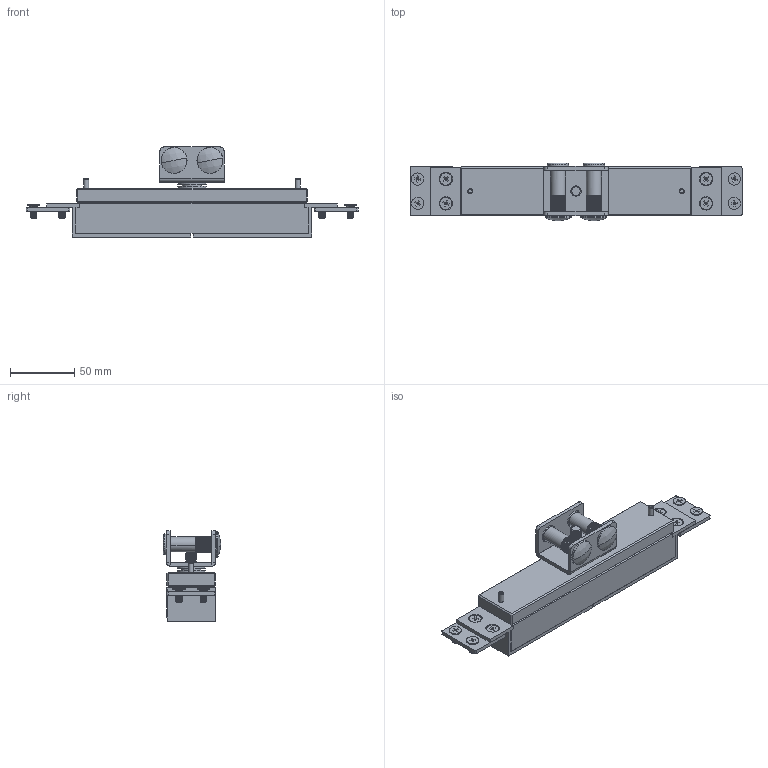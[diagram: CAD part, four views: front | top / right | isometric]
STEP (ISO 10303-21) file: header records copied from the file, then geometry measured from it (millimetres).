
FILE_DESCRIPTION (( 'STEP AP214' ), '1' );
FILE_NAME ('EF300ENCCTC CA.step', '2021-07-29T14:12:42', ( '' ), ( '' ), 'SwSTEP 2.0', 'SolidWorks 2020', '' );
FILE_SCHEMA (( 'AUTOMOTIVE_DESIGN' ));
Length unit declared in the file: millimetre
Products named in the file (22): EF300ENCCTC CA; CSK 110° SCREW M5 x 11 - Z --- 10S-1; FP0099-WASHER M8-2; CSK 110° SCREW M5 x 11 - Z --- 10S-7; CSK 110° SCREW M5 x 11 - Z --- 10S-8; Group1; Group3; CSK 110° SCREW M5 x 11 - Z --- 10S-3; FP0098-MUSHROOM NUT-2; CSK 110° SCREW M5 x 11 - Z --- 10S-4; MP0351-AP FIXING U-1; CSK 110° SCREW M5 x 11 - Z --- 10S-6; MP0350-FIXING PLATE-1; FP0097-SCREW LOW PROFILE HEAD M8 x35-1; CSK 110° SCREW M5 x 11 - Z --- 10S-2; FP0097-SCREW LOW PROFILE HEAD M8 x35-2; FP0098-MUSHROOM NUT-1; FP0100-JOINT M8-1; FP0099-WASHER M8-1; MP0350-FIXING PLATE-2; FP0097-SCREW LOW PROFILE HEAD M8 x35-3; CSK 110° SCREW M5 x 11 - Z --- 10S-5
Assembly tree (21 placements, depth 2):
  EF300ENCCTC CA
    Group1
    Group3
    MP0350-FIXING PLATE-1
    MP0350-FIXING PLATE-2
    MP0351-AP FIXING U-1
    CSK 110° SCREW M5 x 11 - Z --- 10S-1
    CSK 110° SCREW M5 x 11 - Z --- 10S-2
    CSK 110° SCREW M5 x 11 - Z --- 10S-3
    CSK 110° SCREW M5 x 11 - Z --- 10S-4
    CSK 110° SCREW M5 x 11 - Z --- 10S-5
    FP0099-WASHER M8-1
    FP0097-SCREW LOW PROFILE HEAD M8 x35-3
    CSK 110° SCREW M5 x 11 - Z --- 10S-7
    FP0098-MUSHROOM NUT-1
    CSK 110° SCREW M5 x 11 - Z --- 10S-6
    CSK 110° SCREW M5 x 11 - Z --- 10S-8
    FP0098-MUSHROOM NUT-2
    FP0097-SCREW LOW PROFILE HEAD M8 x35-1
    FP0097-SCREW LOW PROFILE HEAD M8 x35-2
    FP0100-JOINT M8-1
    FP0099-WASHER M8-2
Bounding box: 259 x 44.9 x 70.3 mm (x, y, z)
Volume: 301181.7 mm3; surface area: 78288.4 mm2
Topology: 21 solids, 21 shells, 1772 faces, 4481 edges, 2759 vertices
Faces by surface type: cone 726, cylinder 491, plane 451, torus 100, sphere 4
Entity records: 55319 total; most frequent: DIRECTION 10095, CARTESIAN_POINT 9846, ORIENTED_EDGE 8918, EDGE_CURVE 4459, AXIS2_PLACEMENT_3D 4032, VERTEX_POINT 2759, CIRCLE 2236, LINE 2031
